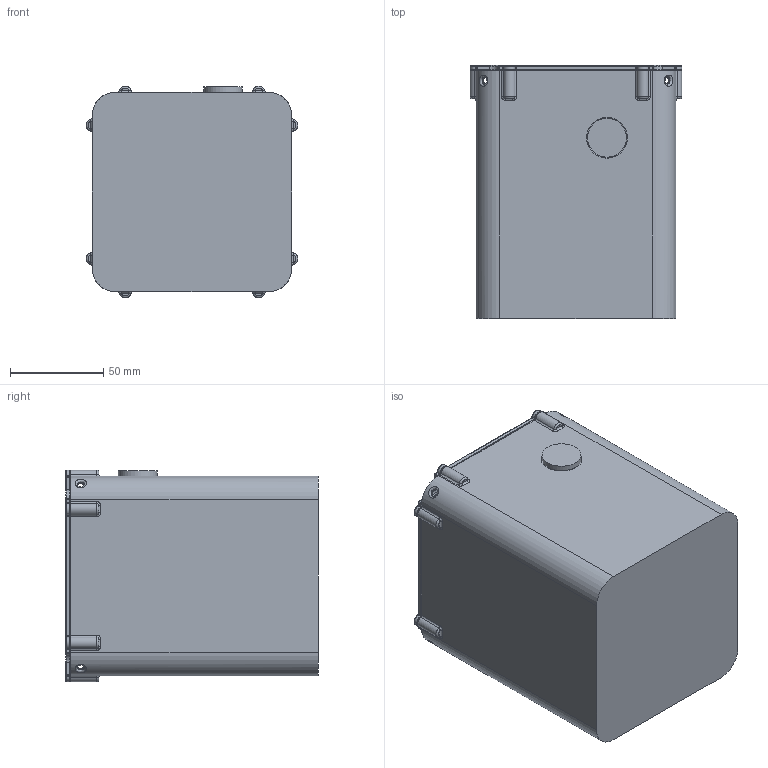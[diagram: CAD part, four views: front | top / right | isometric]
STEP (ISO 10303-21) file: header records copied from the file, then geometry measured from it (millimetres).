
FILE_DESCRIPTION(/* description */ (''),/* implementation_level */ '2;1');
FILE_NAME(/* name */ 'Main_Enclosure_v1 v31.step',/* time_stamp */ '2018-08-01T18:18:20-07:00',/* author */ ('virajshah'),/* organization */ (''),/* preprocessor_version */ 'ST-DEVELOPER v17',/* originating_system */ 'Autodesk Translation Framework v7.1.0.215',/* authorisation */ '');
FILE_SCHEMA (('AUTOMOTIVE_DESIGN { 1 0 10303 214 3 1 1 }'));
Length unit declared in the file: millimetre
Products named in the file (37): Main_Enclosure_v1; Outer Shell; Inner Chassis; Battery_Pack_v2; 18650 Cells; Base; Top; Tabs; Front Tab; Front Tab Protector; Flight-Computer-v1; PCB Component; Board; ATMEGA328P_TQFP; AVR_SPI_PROG_3X2PTH; 1uF; 1X06; 10k; SMT-JUMPER_2_NO_SILK; QPC02SXGN-RC_PHYSICAL_JUMPER; 16MHz; SOT223; 500mA/30V; LED-0603; 1.5A/125V; 5055670271_2POS_1.5A_POWER_MOLEX_CONN; MICRO-SD_CARD_SOCKET; TXB0104; 3.3V; TEST-POINT3; 5055670471_4POS_1.5A_POWER_MOLEX_CONN; 5.8A/30V/42mΩ; 47; EKEN H9 CAMERA; LiPo; Yepzon; Lid
Assembly tree (61 placements, depth 5):
  Main_Enclosure_v1
    Outer Shell
    Inner Chassis
    Battery_Pack_v2
      18650 Cells
      Base
      Top
      Tabs
        Front Tab  x2
      Front Tab Protector
      Flight-Computer-v1
        PCB Component
          Board
          ATMEGA328P_TQFP
          AVR_SPI_PROG_3X2PTH
          1uF  x11
          1X06
          10k  x11
          SMT-JUMPER_2_NO_SILK
          QPC02SXGN-RC_PHYSICAL_JUMPER
          16MHz
          SOT223
          500mA/30V  x2
          LED-0603  x2
          1.5A/125V
          5055670271_2POS_1.5A_POWER_MOLEX_CONN  x3
          MICRO-SD_CARD_SOCKET
          TXB0104
          3.3V
          TEST-POINT3
          5055670471_4POS_1.5A_POWER_MOLEX_CONN
          5.8A/30V/42mΩ
          47
    EKEN H9 CAMERA
    LiPo
    Yepzon
    Lid
Bounding box: 113.45 x 135.5 x 113.45 mm (x, y, z)
Volume: 506923.6 mm3; surface area: 285888 mm2
Topology: 60 solids, 60 shells, 1378 faces, 3206 edges, 1944 vertices
Faces by surface type: plane 590, cylinder 496, torus 154, sphere 78, bspline 60
Full cylindrical faces by diameter (mm): 0.33 x44, 1.016 x14, 2.261 x12, 3.048 x8, 3.175 x6, 4 x4, 4.5 x2, 5 x4, 18 x2, 19.88 x1, 20.88 x1
Entity records: 40040 total; most frequent: CARTESIAN_POINT 9787, DIRECTION 6480, ORIENTED_EDGE 5768, EDGE_CURVE 2884, AXIS2_PLACEMENT_3D 2485, VERTEX_POINT 1742, LINE 1510, VECTOR 1510
